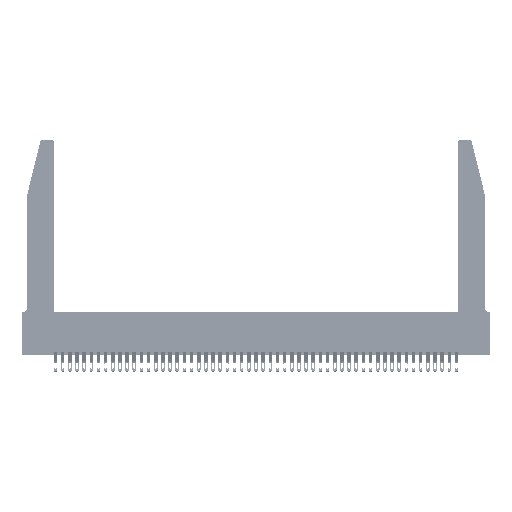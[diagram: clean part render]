
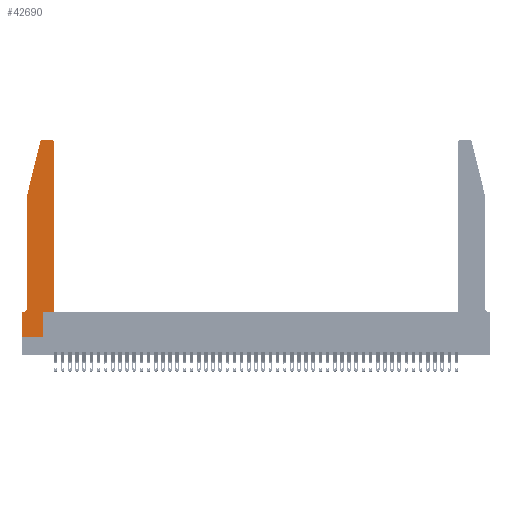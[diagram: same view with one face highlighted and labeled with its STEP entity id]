
A CAD part, top view. The second image highlights one B-rep face of the part: STEP entity #42690.
In plain terms, the highlighted planar face has unit normal (0, 0, 1).
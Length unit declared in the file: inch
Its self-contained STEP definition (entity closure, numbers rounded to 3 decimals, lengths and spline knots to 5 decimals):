
#296 = CIRCLE ( 'NONE', #44030, 0.03 ) ;
#823 = VERTEX_POINT ( 'NONE', #30159 ) ;
#1157 = EDGE_LOOP ( 'NONE', ( #35037, #15949, #47521, #44059, #27436, #40578, #12851, #43830, #4198, #28078, #41707, #12306 ) ) ;
#1551 = CARTESIAN_POINT ( 'NONE',  ( 0.4205, 2.72, 0.37 ) ) ;
#2922 = CARTESIAN_POINT ( 'NONE',  ( 0.4505, 0.35, 0.37 ) ) ;
#4198 = ORIENTED_EDGE ( 'NONE', *, *, #20719, .T. ) ;
#4590 = CARTESIAN_POINT ( 'NONE',  ( 0., 0., 0.37 ) ) ;
#5251 = VECTOR ( 'NONE', #20529, 39.37008 ) ;
#5337 = DIRECTION ( 'NONE',  ( 1., 0., 0. ) ) ;
#5383 = DIRECTION ( 'NONE',  ( 0., 1., 0. ) ) ;
#6233 = CIRCLE ( 'NONE', #42814, 0.07 ) ;
#6728 = DIRECTION ( 'NONE',  ( 1., 0., 0. ) ) ;
#6876 = LINE ( 'NONE', #2922, #25390 ) ;
#8329 = DIRECTION ( 'NONE',  ( 0., -1., 0. ) ) ;
#9282 = CARTESIAN_POINT ( 'NONE',  ( 0.284, 2.72, 0.37 ) ) ;
#9549 = CARTESIAN_POINT ( 'NONE',  ( 0.0055, 0.42, 0.37 ) ) ;
#10649 = EDGE_CURVE ( 'NONE', #24423, #42388, #21966, .T. ) ;
#10958 = LINE ( 'NONE', #27003, #19623 ) ;
#11418 = CARTESIAN_POINT ( 'NONE',  ( 0.0755, 2., 0.37 ) ) ;
#11685 = VERTEX_POINT ( 'NONE', #36467 ) ;
#11937 = VERTEX_POINT ( 'NONE', #12064 ) ;
#12064 = CARTESIAN_POINT ( 'NONE',  ( 0.284, 2.75, 0.37 ) ) ;
#12306 = ORIENTED_EDGE ( 'NONE', *, *, #35704, .T. ) ;
#12518 = EDGE_CURVE ( 'NONE', #21031, #13580, #43089, .T. ) ;
#12851 = ORIENTED_EDGE ( 'NONE', *, *, #16888, .T. ) ;
#13025 = DIRECTION ( 'NONE',  ( 1., 0., 0. ) ) ;
#13266 = DIRECTION ( 'NONE',  ( -1., 0., 0. ) ) ;
#13580 = VERTEX_POINT ( 'NONE', #38467 ) ;
#14095 = DIRECTION ( 'NONE',  ( 0., 1., 0. ) ) ;
#14571 = LINE ( 'NONE', #4590, #42787 ) ;
#15547 = CIRCLE ( 'NONE', #47125, 0.03 ) ;
#15949 = ORIENTED_EDGE ( 'NONE', *, *, #24396, .T. ) ;
#16270 = LINE ( 'NONE', #46247, #5251 ) ;
#16505 = CARTESIAN_POINT ( 'NONE',  ( 0.2605, 2.75, 0.37 ) ) ;
#16888 = EDGE_CURVE ( 'NONE', #13580, #26360, #14571, .T. ) ;
#18219 = VERTEX_POINT ( 'NONE', #40966 ) ;
#18373 = EDGE_CURVE ( 'NONE', #37337, #24770, #10958, .T. ) ;
#19390 = LINE ( 'NONE', #36227, #39020 ) ;
#19623 = VECTOR ( 'NONE', #30740, 39.37008 ) ;
#19862 = AXIS2_PLACEMENT_3D ( 'NONE', #20890, #46605, #24595 ) ;
#20100 = CARTESIAN_POINT ( 'NONE',  ( 0.4505, 0.35, 0.37 ) ) ;
#20529 = DIRECTION ( 'NONE',  ( 1., 0., 0. ) ) ;
#20719 = EDGE_CURVE ( 'NONE', #823, #18219, #19390, .T. ) ;
#20890 = CARTESIAN_POINT ( 'NONE',  ( 0., 0.35, 0.37 ) ) ;
#21031 = VERTEX_POINT ( 'NONE', #26864 ) ;
#21966 = LINE ( 'NONE', #20100, #40391 ) ;
#22569 = DIRECTION ( 'NONE',  ( -0.239, -0.971, 0. ) ) ;
#23698 = EDGE_CURVE ( 'NONE', #18219, #24423, #6876, .T. ) ;
#23794 = DIRECTION ( 'NONE',  ( -1., 0., 0. ) ) ;
#24396 = EDGE_CURVE ( 'NONE', #11937, #44415, #15547, .T. ) ;
#24423 = VERTEX_POINT ( 'NONE', #42642 ) ;
#24595 = DIRECTION ( 'NONE',  ( 1., 0., 0. ) ) ;
#24770 = VERTEX_POINT ( 'NONE', #26402 ) ;
#25112 = EDGE_CURVE ( 'NONE', #24770, #21031, #6233, .T. ) ;
#25206 = CARTESIAN_POINT ( 'NONE',  ( 0.0755, 2., 0.37 ) ) ;
#25390 = VECTOR ( 'NONE', #6728, 39.37008 ) ;
#25519 = CARTESIAN_POINT ( 'NONE',  ( 0.0755, 0.35, 0.37 ) ) ;
#26360 = VERTEX_POINT ( 'NONE', #45693 ) ;
#26402 = CARTESIAN_POINT ( 'NONE',  ( 0.0755, 0.42, 0.37 ) ) ;
#26864 = CARTESIAN_POINT ( 'NONE',  ( 0.0055, 0.35, 0.37 ) ) ;
#27003 = CARTESIAN_POINT ( 'NONE',  ( 0.0755, 2., 0.37 ) ) ;
#27436 = ORIENTED_EDGE ( 'NONE', *, *, #25112, .T. ) ;
#27524 = DIRECTION ( 'NONE',  ( 0., 0., 1. ) ) ;
#28078 = ORIENTED_EDGE ( 'NONE', *, *, #23698, .T. ) ;
#30159 = CARTESIAN_POINT ( 'NONE',  ( 0.2865, 0., 0.37 ) ) ;
#30740 = DIRECTION ( 'NONE',  ( 0., -1., 0. ) ) ;
#31741 = PLANE ( 'NONE',  #19862 ) ;
#33392 = VECTOR ( 'NONE', #36641, 39.37008 ) ;
#34782 = CARTESIAN_POINT ( 'NONE',  ( 0.25487, 2.72718, 0.37 ) ) ;
#35037 = ORIENTED_EDGE ( 'NONE', *, *, #35711, .T. ) ;
#35149 = DIRECTION ( 'NONE',  ( 0., 0., 1. ) ) ;
#35408 = DIRECTION ( 'NONE',  ( 0., 0., -1. ) ) ;
#35704 = EDGE_CURVE ( 'NONE', #42388, #11685, #296, .T. ) ;
#35711 = EDGE_CURVE ( 'NONE', #11685, #11937, #38518, .T. ) ;
#36227 = CARTESIAN_POINT ( 'NONE',  ( 0.2865, 0.35, 0.37 ) ) ;
#36467 = CARTESIAN_POINT ( 'NONE',  ( 0.4205, 2.75, 0.37 ) ) ;
#36641 = DIRECTION ( 'NONE',  ( -1., 0., 0. ) ) ;
#36893 = CARTESIAN_POINT ( 'NONE',  ( 0.4505, 2.72, 0.37 ) ) ;
#37337 = VERTEX_POINT ( 'NONE', #25206 ) ;
#38467 = CARTESIAN_POINT ( 'NONE',  ( 0., 0.35, 0.37 ) ) ;
#38518 = LINE ( 'NONE', #16505, #47095 ) ;
#38992 = EDGE_CURVE ( 'NONE', #26360, #823, #16270, .T. ) ;
#39020 = VECTOR ( 'NONE', #14095, 39.37008 ) ;
#40391 = VECTOR ( 'NONE', #5383, 39.37008 ) ;
#40578 = ORIENTED_EDGE ( 'NONE', *, *, #12518, .T. ) ;
#40966 = CARTESIAN_POINT ( 'NONE',  ( 0.2865, 0.35, 0.37 ) ) ;
#41285 = VECTOR ( 'NONE', #22569, 39.37008 ) ;
#41707 = ORIENTED_EDGE ( 'NONE', *, *, #10649, .T. ) ;
#42388 = VERTEX_POINT ( 'NONE', #36893 ) ;
#42430 = LINE ( 'NONE', #11418, #41285 ) ;
#42642 = CARTESIAN_POINT ( 'NONE',  ( 0.4505, 0.35, 0.37 ) ) ;
#42690 = ADVANCED_FACE ( 'NONE', ( #43796 ), #31741, .T. ) ;
#42787 = VECTOR ( 'NONE', #8329, 39.37008 ) ;
#42814 = AXIS2_PLACEMENT_3D ( 'NONE', #9549, #35408, #13266 ) ;
#43089 = LINE ( 'NONE', #25519, #33392 ) ;
#43796 = FACE_OUTER_BOUND ( 'NONE', #1157, .T. ) ;
#43830 = ORIENTED_EDGE ( 'NONE', *, *, #38992, .T. ) ;
#44030 = AXIS2_PLACEMENT_3D ( 'NONE', #1551, #27524, #5337 ) ;
#44059 = ORIENTED_EDGE ( 'NONE', *, *, #18373, .T. ) ;
#44415 = VERTEX_POINT ( 'NONE', #34782 ) ;
#45077 = EDGE_CURVE ( 'NONE', #44415, #37337, #42430, .T. ) ;
#45693 = CARTESIAN_POINT ( 'NONE',  ( 0., 0., 0.37 ) ) ;
#46247 = CARTESIAN_POINT ( 'NONE',  ( 0., 0., 0.37 ) ) ;
#46605 = DIRECTION ( 'NONE',  ( 0., 0., 1. ) ) ;
#47095 = VECTOR ( 'NONE', #23794, 39.37008 ) ;
#47125 = AXIS2_PLACEMENT_3D ( 'NONE', #9282, #35149, #13025 ) ;
#47521 = ORIENTED_EDGE ( 'NONE', *, *, #45077, .T. ) ;
